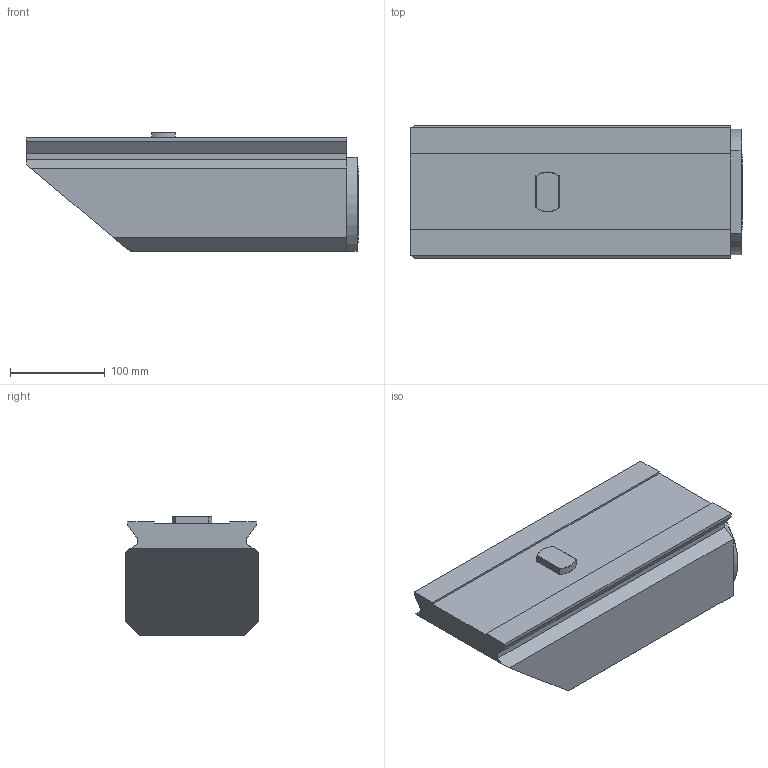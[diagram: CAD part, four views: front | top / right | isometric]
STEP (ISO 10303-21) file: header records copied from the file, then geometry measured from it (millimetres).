
FILE_DESCRIPTION(/* description */ (''),/* implementation_level */ '2;1');
FILE_NAME(/* name */ '1597301974010.stp',/* time_stamp */ '2020-08-13T08:59:43+02:00',/* author */ (''),/* organization */ ('SMS'),/* preprocessor_version */ 'ST-DEVELOPER v16.7',/* originating_system */ 'SIEMENS PLM Software NX 12.0',/* authorisation */ '');
FILE_SCHEMA (('AUTOMOTIVE_DESIGN { 1 0 10303 214 3 1 1 1 }'));
Length unit declared in the file: millimetre
Products named in the file (1): 201817338mod000_01
Bounding box: 350 x 140 x 126 mm (x, y, z)
Volume: 4741151 mm3; surface area: 205437.6 mm2
Topology: 1 solids, 1 shells, 54 faces, 132 edges, 87 vertices
Faces by surface type: plane 37, cone 12, cylinder 5
Full cylindrical faces by diameter (mm): 80 x1
Entity records: 1644 total; most frequent: CARTESIAN_POINT 312, DIRECTION 263, ORIENTED_EDGE 262, EDGE_CURVE 131, LINE 91, VECTOR 91, AXIS2_PLACEMENT_3D 86, VERTEX_POINT 84
